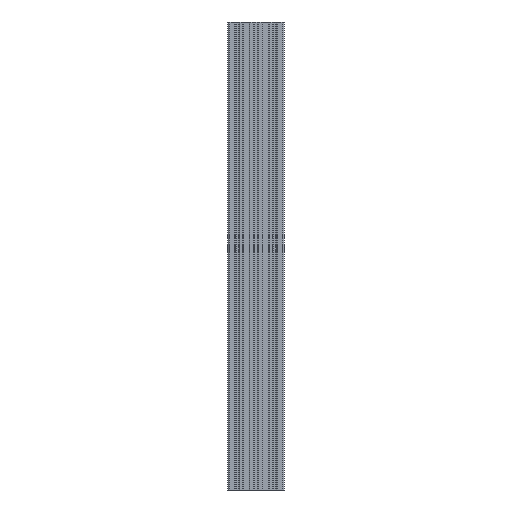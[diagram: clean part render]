
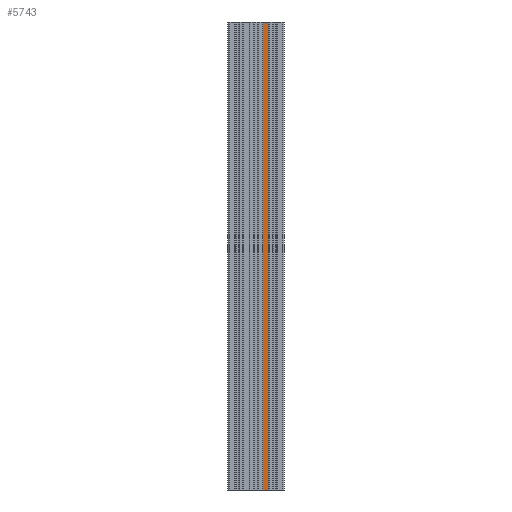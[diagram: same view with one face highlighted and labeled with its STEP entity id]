
A CAD part, front view. The second image highlights one B-rep face of the part: STEP entity #5743.
In plain terms, the highlighted planar face has unit normal (0, -1, 0).
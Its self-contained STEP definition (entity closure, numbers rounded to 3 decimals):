
#160=FACE_OUTER_BOUND('',#462,.T.);
#462=EDGE_LOOP('',(#4090,#4091,#4092,#4093));
#1044=LINE('',#8445,#1662);
#1205=LINE('',#9048,#1823);
#1206=LINE('',#9051,#1824);
#1207=LINE('',#9052,#1825);
#1662=VECTOR('',#6655,10.);
#1823=VECTOR('',#7104,10.);
#1824=VECTOR('',#7107,10.);
#1825=VECTOR('',#7108,10.);
#2282=VERTEX_POINT('',#8442);
#2283=VERTEX_POINT('',#8444);
#2581=VERTEX_POINT('',#9046);
#2582=VERTEX_POINT('',#9050);
#2882=EDGE_CURVE('',#2282,#2283,#1044,.T.);
#3184=EDGE_CURVE('',#2282,#2581,#1205,.T.);
#3185=EDGE_CURVE('',#2582,#2581,#1206,.T.);
#3186=EDGE_CURVE('',#2283,#2582,#1207,.T.);
#4090=ORIENTED_EDGE('',*,*,#3184,.T.);
#4091=ORIENTED_EDGE('',*,*,#3185,.F.);
#4092=ORIENTED_EDGE('',*,*,#3186,.F.);
#4093=ORIENTED_EDGE('',*,*,#2882,.F.);
#5580=PLANE('',#6208);
#5743=ADVANCED_FACE('',(#160),#5580,.T.);
#6208=AXIS2_PLACEMENT_3D('',#9049,#7105,#7106);
#6655=DIRECTION('',(-1.,0.,0.));
#7104=DIRECTION('',(0.,0.,1.));
#7105=DIRECTION('center_axis',(0.,-1.,0.));
#7106=DIRECTION('ref_axis',(1.,0.,0.));
#7107=DIRECTION('',(1.,0.,0.));
#7108=DIRECTION('',(0.,0.,1.));
#8442=CARTESIAN_POINT('',(27.7,0.,-500.));
#8444=CARTESIAN_POINT('',(14.3,0.,-500.));
#8445=CARTESIAN_POINT('',(14.3,0.,-500.));
#9046=CARTESIAN_POINT('',(27.7,0.,500.));
#9048=CARTESIAN_POINT('',(27.7,0.,0.));
#9049=CARTESIAN_POINT('Origin',(14.3,0.,0.));
#9050=CARTESIAN_POINT('',(14.3,0.,500.));
#9051=CARTESIAN_POINT('',(14.3,0.,500.));
#9052=CARTESIAN_POINT('',(14.3,0.,0.));
